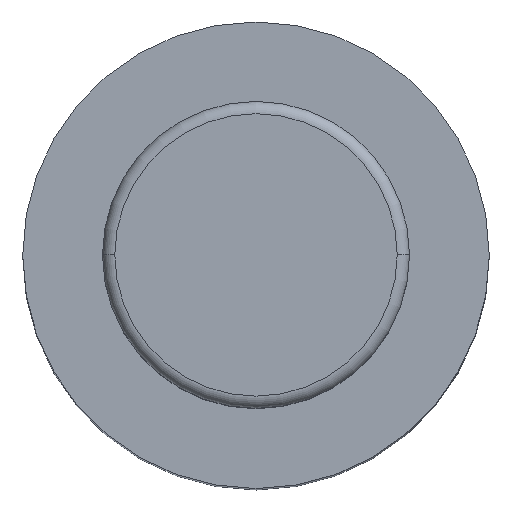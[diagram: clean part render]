
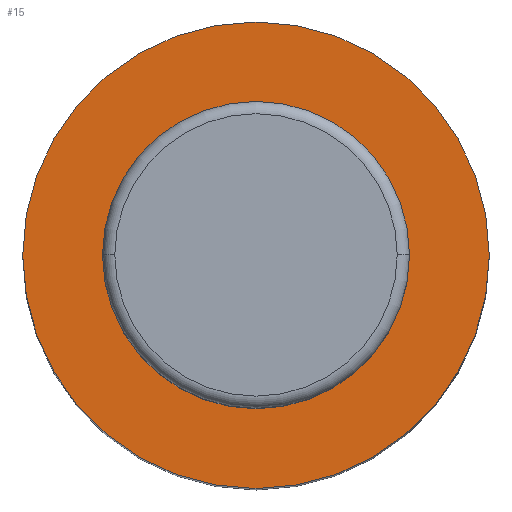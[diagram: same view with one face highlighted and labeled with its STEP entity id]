
A CAD part, top view. The second image highlights one B-rep face of the part: STEP entity #15.
In plain terms, the highlighted planar face has unit normal (0, 0, 1).
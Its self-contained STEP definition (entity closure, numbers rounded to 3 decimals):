
#15 = ADVANCED_FACE ( 'NONE', ( #607, #254 ), #739, .T. ) ;
#18 = ORIENTED_EDGE ( 'NONE', *, *, #39, .T. ) ;
#20 = AXIS2_PLACEMENT_3D ( 'NONE', #62, #95, #529 ) ;
#26 = CARTESIAN_POINT ( 'NONE',  ( -19., 0., 68. ) ) ;
#35 = CARTESIAN_POINT ( 'NONE',  ( -12.5, 0., 68. ) ) ;
#39 = EDGE_CURVE ( 'NONE', #514, #307, #200, .T. ) ;
#51 = ORIENTED_EDGE ( 'NONE', *, *, #203, .F. ) ;
#62 = CARTESIAN_POINT ( 'NONE',  ( 0., 0., 68. ) ) ;
#73 = CARTESIAN_POINT ( 'NONE',  ( 0., 0., 68. ) ) ;
#95 = DIRECTION ( 'NONE',  ( 0., 0., -1. ) ) ;
#98 = DIRECTION ( 'NONE',  ( 1., 0., 0. ) ) ;
#105 = DIRECTION ( 'NONE',  ( 0., 0., -1. ) ) ;
#128 = AXIS2_PLACEMENT_3D ( 'NONE', #73, #258, #510 ) ;
#159 = VERTEX_POINT ( 'NONE', #26 ) ;
#160 = ORIENTED_EDGE ( 'NONE', *, *, #228, .T. ) ;
#200 = CIRCLE ( 'NONE', #557, 12.5 ) ;
#203 = EDGE_CURVE ( 'NONE', #159, #380, #610, .T. ) ;
#228 = EDGE_CURVE ( 'NONE', #307, #514, #720, .T. ) ;
#248 = EDGE_LOOP ( 'NONE', ( #51, #268 ) ) ;
#254 = FACE_OUTER_BOUND ( 'NONE', #248, .T. ) ;
#258 = DIRECTION ( 'NONE',  ( 0., 0., -1. ) ) ;
#268 = ORIENTED_EDGE ( 'NONE', *, *, #439, .F. ) ;
#307 = VERTEX_POINT ( 'NONE', #35 ) ;
#379 = DIRECTION ( 'NONE',  ( 0., 0., -1. ) ) ;
#380 = VERTEX_POINT ( 'NONE', #882 ) ;
#424 = EDGE_LOOP ( 'NONE', ( #160, #18 ) ) ;
#439 = EDGE_CURVE ( 'NONE', #380, #159, #481, .T. ) ;
#481 = CIRCLE ( 'NONE', #776, 19. ) ;
#510 = DIRECTION ( 'NONE',  ( -1., 0., 0. ) ) ;
#514 = VERTEX_POINT ( 'NONE', #677 ) ;
#529 = DIRECTION ( 'NONE',  ( -1., 0., 0. ) ) ;
#557 = AXIS2_PLACEMENT_3D ( 'NONE', #658, #379, #983 ) ;
#589 = CARTESIAN_POINT ( 'NONE',  ( -12.5, 0., 68. ) ) ;
#605 = AXIS2_PLACEMENT_3D ( 'NONE', #589, #950, #98 ) ;
#607 = FACE_BOUND ( 'NONE', #424, .T. ) ;
#610 = CIRCLE ( 'NONE', #128, 19. ) ;
#658 = CARTESIAN_POINT ( 'NONE',  ( 0., 0., 68. ) ) ;
#677 = CARTESIAN_POINT ( 'NONE',  ( 12.5, 0., 68. ) ) ;
#720 = CIRCLE ( 'NONE', #20, 12.5 ) ;
#739 = PLANE ( 'NONE',  #605 ) ;
#743 = CARTESIAN_POINT ( 'NONE',  ( 0., 0., 68. ) ) ;
#753 = DIRECTION ( 'NONE',  ( -1., 0., 0. ) ) ;
#776 = AXIS2_PLACEMENT_3D ( 'NONE', #743, #105, #753 ) ;
#882 = CARTESIAN_POINT ( 'NONE',  ( 19., 0., 68. ) ) ;
#950 = DIRECTION ( 'NONE',  ( 0., 0., 1. ) ) ;
#983 = DIRECTION ( 'NONE',  ( -1., 0., 0. ) ) ;
